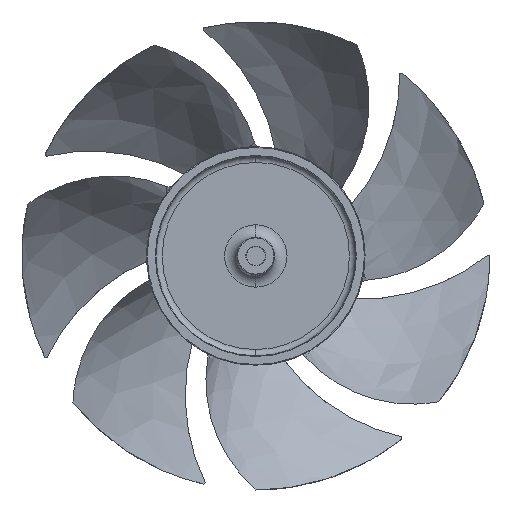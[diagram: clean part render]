
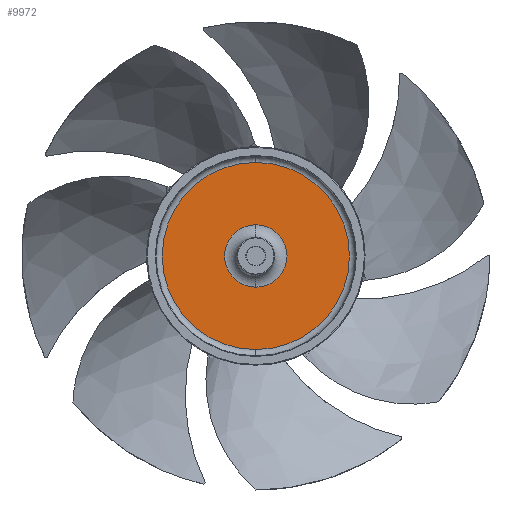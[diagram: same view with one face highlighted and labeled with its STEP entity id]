
A CAD part, front view. The second image highlights one B-rep face of the part: STEP entity #9972.
In plain terms, the highlighted planar face has unit normal (0, -1, 0).
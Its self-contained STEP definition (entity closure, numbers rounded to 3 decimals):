
#198 = VERTEX_POINT('',#199);
#199 = CARTESIAN_POINT('',(0.,15.,-5.));
#206 = EDGE_CURVE('',#198,#207,#209,.T.);
#207 = VERTEX_POINT('',#208);
#208 = CARTESIAN_POINT('',(0.,15.,5.));
#209 = CIRCLE('',#210,5.);
#210 = AXIS2_PLACEMENT_3D('',#211,#212,#213);
#211 = CARTESIAN_POINT('',(0.,15.,0.));
#212 = DIRECTION('',(-0.,1.,0.));
#213 = DIRECTION('',(0.,0.,-1.));
#276 = VERTEX_POINT('',#277);
#277 = CARTESIAN_POINT('',(0.,15.,-15.));
#296 = VERTEX_POINT('',#297);
#297 = CARTESIAN_POINT('',(0.,15.,15.));
#304 = EDGE_CURVE('',#296,#276,#305,.T.);
#305 = CIRCLE('',#306,15.);
#306 = AXIS2_PLACEMENT_3D('',#307,#308,#309);
#307 = CARTESIAN_POINT('',(0.,15.,0.));
#308 = DIRECTION('',(0.,-1.,0.));
#309 = DIRECTION('',(0.,0.,-1.));
#9972 = ADVANCED_FACE('',(#9973,#9983),#9993,.T.);
#9973 = FACE_BOUND('',#9974,.T.);
#9974 = EDGE_LOOP('',(#9975,#9976));
#9975 = ORIENTED_EDGE('',*,*,#206,.T.);
#9976 = ORIENTED_EDGE('',*,*,#9977,.T.);
#9977 = EDGE_CURVE('',#207,#198,#9978,.T.);
#9978 = CIRCLE('',#9979,5.);
#9979 = AXIS2_PLACEMENT_3D('',#9980,#9981,#9982);
#9980 = CARTESIAN_POINT('',(0.,15.,0.));
#9981 = DIRECTION('',(-0.,1.,0.));
#9982 = DIRECTION('',(0.,0.,-1.));
#9983 = FACE_BOUND('',#9984,.T.);
#9984 = EDGE_LOOP('',(#9985,#9992));
#9985 = ORIENTED_EDGE('',*,*,#9986,.T.);
#9986 = EDGE_CURVE('',#276,#296,#9987,.T.);
#9987 = CIRCLE('',#9988,15.);
#9988 = AXIS2_PLACEMENT_3D('',#9989,#9990,#9991);
#9989 = CARTESIAN_POINT('',(0.,15.,0.));
#9990 = DIRECTION('',(0.,-1.,0.));
#9991 = DIRECTION('',(0.,0.,-1.));
#9992 = ORIENTED_EDGE('',*,*,#304,.T.);
#9993 = PLANE('',#9994);
#9994 = AXIS2_PLACEMENT_3D('',#9995,#9996,#9997);
#9995 = CARTESIAN_POINT('',(0.,15.,0.));
#9996 = DIRECTION('',(0.,-1.,0.));
#9997 = DIRECTION('',(0.,-0.,-1.));
